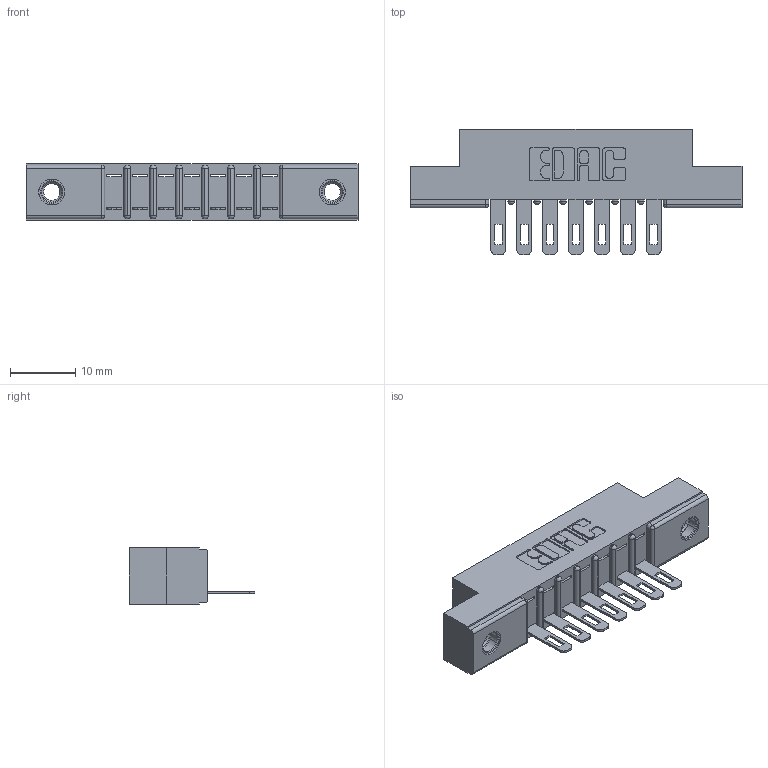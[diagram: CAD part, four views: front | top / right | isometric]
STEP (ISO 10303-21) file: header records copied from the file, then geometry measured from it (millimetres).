
FILE_DESCRIPTION (( 'STEP AP203' ), '1' );
FILE_NAME ('307-007-405-107.STEP', '2020-09-25T01:12:39', ( '' ), ( '' ), 'SwSTEP 2.0', 'SolidWorks 2020', '' );
FILE_SCHEMA (( 'CONFIG_CONTROL_DESIGN' ));
Length unit declared in the file: inch
Products named in the file (4): 307 Part_.156 Dia Mounting Holes; 307-007-405-107; 345-250-001_345-250-005-103; 307-290-001_505
Assembly tree (10 placements, depth 2):
  307-007-405-107
    307 Part_.156 Dia Mounting Holes
    307-290-001_505  x7
    345-250-001_345-250-005-103  x2
Bounding box: 50.75 x 19.18 x 8.71 mm (x, y, z)
Volume: 3237.5 mm3; surface area: 4552.2 mm2
Topology: 10 solids, 10 shells, 578 faces, 1593 edges, 1022 vertices
Faces by surface type: plane 354, cylinder 192, sphere 16, cone 12, torus 4
Entity records: 11475 total; most frequent: CARTESIAN_POINT 1899, DIRECTION 1879, ORIENTED_EDGE 1878, EDGE_CURVE 939, VECTOR 703, LINE 703, VERTEX_POINT 608, AXIS2_PLACEMENT_3D 588
